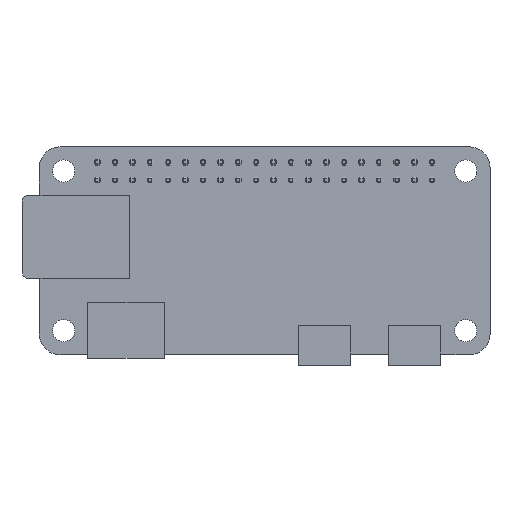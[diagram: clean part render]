
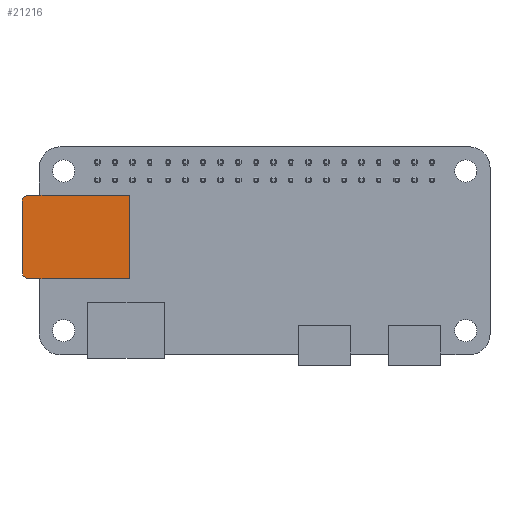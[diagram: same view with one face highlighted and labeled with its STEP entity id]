
A CAD part, top view. The second image highlights one B-rep face of the part: STEP entity #21216.
In plain terms, the highlighted planar face has unit normal (0, 0, 1).
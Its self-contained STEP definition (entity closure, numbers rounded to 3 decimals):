
#123=CIRCLE('',#22658,1.);
#125=CIRCLE('',#22662,1.);
#236=FACE_OUTER_BOUND('',#1729,.T.);
#1729=EDGE_LOOP('',(#14672,#14673,#14674,#14675,#14676,#14677));
#3849=LINE('',#31466,#6831);
#3852=LINE('',#31471,#6834);
#3853=LINE('',#31475,#6835);
#3854=LINE('',#31476,#6836);
#6831=VECTOR('',#24964,10.);
#6834=VECTOR('',#24969,10.);
#6835=VECTOR('',#24972,10.);
#6836=VECTOR('',#24973,10.);
#9769=VERTEX_POINT('',#31456);
#9770=VERTEX_POINT('',#31457);
#9773=VERTEX_POINT('',#31465);
#9774=VERTEX_POINT('',#31470);
#9775=VERTEX_POINT('',#31472);
#9776=VERTEX_POINT('',#31474);
#11515=EDGE_CURVE('',#9769,#9770,#123,.T.);
#11519=EDGE_CURVE('',#9773,#9770,#3849,.T.);
#11522=EDGE_CURVE('',#9769,#9774,#3852,.T.);
#11523=EDGE_CURVE('',#9775,#9774,#125,.T.);
#11524=EDGE_CURVE('',#9775,#9776,#3853,.T.);
#11525=EDGE_CURVE('',#9776,#9773,#3854,.T.);
#14672=ORIENTED_EDGE('',*,*,#11515,.F.);
#14673=ORIENTED_EDGE('',*,*,#11522,.T.);
#14674=ORIENTED_EDGE('',*,*,#11523,.F.);
#14675=ORIENTED_EDGE('',*,*,#11524,.T.);
#14676=ORIENTED_EDGE('',*,*,#11525,.T.);
#14677=ORIENTED_EDGE('',*,*,#11519,.T.);
#19812=PLANE('',#22661);
#21216=ADVANCED_FACE('',(#236),#19812,.T.);
#22658=AXIS2_PLACEMENT_3D('',#31458,#24956,#24957);
#22661=AXIS2_PLACEMENT_3D('',#31469,#24967,#24968);
#22662=AXIS2_PLACEMENT_3D('',#31473,#24970,#24971);
#24956=DIRECTION('center_axis',(0.,0.,-1.));
#24957=DIRECTION('ref_axis',(-0.707,0.707,0.));
#24964=DIRECTION('',(-1.,0.,0.));
#24967=DIRECTION('center_axis',(0.,0.,1.));
#24968=DIRECTION('ref_axis',(1.,0.,0.));
#24969=DIRECTION('',(0.,-1.,0.));
#24970=DIRECTION('center_axis',(0.,0.,-1.));
#24971=DIRECTION('ref_axis',(-0.707,-0.707,0.));
#24972=DIRECTION('',(1.,0.,0.));
#24973=DIRECTION('',(0.,1.,0.));
#31456=CARTESIAN_POINT('',(-2.5,22.,2.8));
#31457=CARTESIAN_POINT('',(-1.5,23.,2.8));
#31458=CARTESIAN_POINT('Origin',(-1.5,22.,2.8));
#31465=CARTESIAN_POINT('',(13.,23.,2.8));
#31466=CARTESIAN_POINT('',(-2.5,23.,2.8));
#31469=CARTESIAN_POINT('Origin',(5.25,17.,2.8));
#31470=CARTESIAN_POINT('',(-2.5,12.,2.8));
#31471=CARTESIAN_POINT('',(-2.5,11.,2.8));
#31472=CARTESIAN_POINT('',(-1.5,11.,2.8));
#31473=CARTESIAN_POINT('Origin',(-1.5,12.,2.8));
#31474=CARTESIAN_POINT('',(13.,11.,2.8));
#31475=CARTESIAN_POINT('',(13.,11.,2.8));
#31476=CARTESIAN_POINT('',(13.,23.,2.8));
